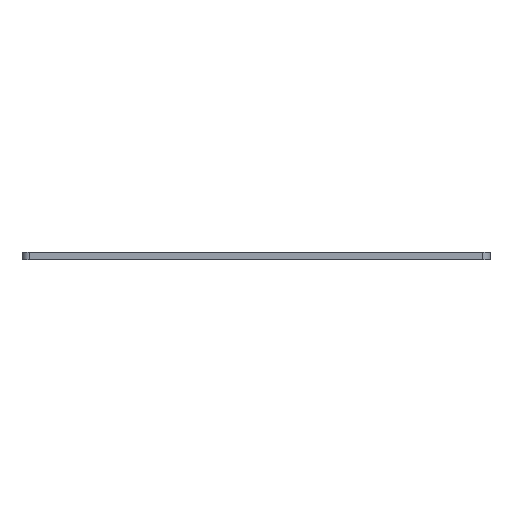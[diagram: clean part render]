
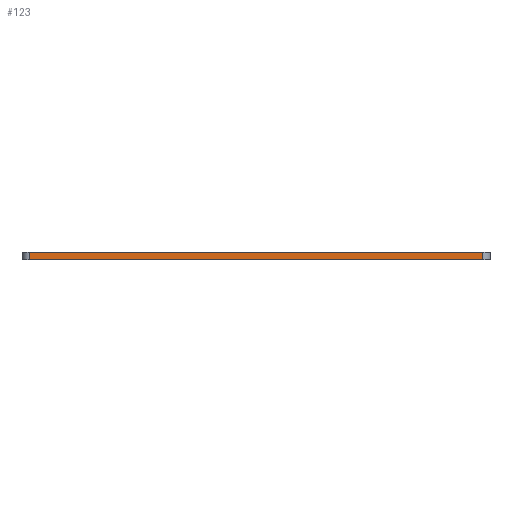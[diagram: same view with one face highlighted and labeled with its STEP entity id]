
A CAD part, left-side view. The second image highlights one B-rep face of the part: STEP entity #123.
In plain terms, the highlighted planar face has unit normal (1, 0, 0).
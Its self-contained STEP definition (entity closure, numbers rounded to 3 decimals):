
#62 = VERTEX_POINT('',#63);
#63 = CARTESIAN_POINT('',(0.,-2.,0.));
#70 = EDGE_CURVE('',#62,#71,#73,.T.);
#71 = VERTEX_POINT('',#72);
#72 = CARTESIAN_POINT('',(0.,-2.,-2.));
#73 = LINE('',#74,#75);
#74 = CARTESIAN_POINT('',(0.,-2.,0.));
#75 = VECTOR('',#76,1.);
#76 = DIRECTION('',(0.,0.,-1.));
#123 = ADVANCED_FACE('',(#124),#149,.T.);
#124 = FACE_BOUND('',#125,.T.);
#125 = EDGE_LOOP('',(#126,#134,#142,#148));
#126 = ORIENTED_EDGE('',*,*,#127,.F.);
#127 = EDGE_CURVE('',#128,#62,#130,.T.);
#128 = VERTEX_POINT('',#129);
#129 = CARTESIAN_POINT('',(0.,-126.5,0.));
#130 = LINE('',#131,#132);
#131 = CARTESIAN_POINT('',(0.,-128.5,0.));
#132 = VECTOR('',#133,1.);
#133 = DIRECTION('',(0.,1.,0.));
#134 = ORIENTED_EDGE('',*,*,#135,.T.);
#135 = EDGE_CURVE('',#128,#136,#138,.T.);
#136 = VERTEX_POINT('',#137);
#137 = CARTESIAN_POINT('',(0.,-126.5,-2.));
#138 = LINE('',#139,#140);
#139 = CARTESIAN_POINT('',(0.,-126.5,0.));
#140 = VECTOR('',#141,1.);
#141 = DIRECTION('',(0.,0.,-1.));
#142 = ORIENTED_EDGE('',*,*,#143,.T.);
#143 = EDGE_CURVE('',#136,#71,#144,.T.);
#144 = LINE('',#145,#146);
#145 = CARTESIAN_POINT('',(0.,-128.5,-2.));
#146 = VECTOR('',#147,1.);
#147 = DIRECTION('',(0.,1.,0.));
#148 = ORIENTED_EDGE('',*,*,#70,.F.);
#149 = PLANE('',#150);
#150 = AXIS2_PLACEMENT_3D('',#151,#152,#153);
#151 = CARTESIAN_POINT('',(0.,-128.5,0.));
#152 = DIRECTION('',(1.,0.,0.));
#153 = DIRECTION('',(0.,1.,0.));
